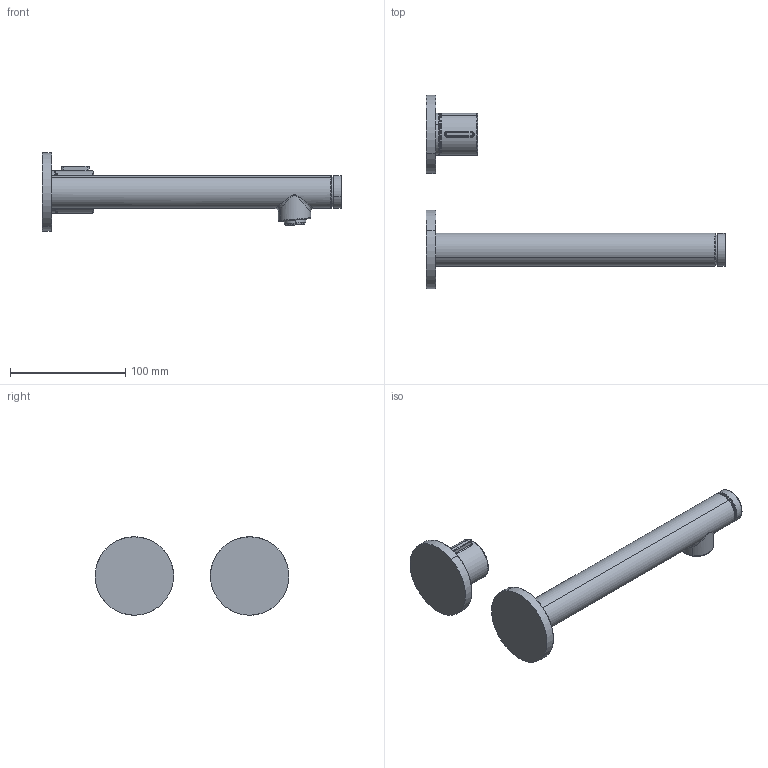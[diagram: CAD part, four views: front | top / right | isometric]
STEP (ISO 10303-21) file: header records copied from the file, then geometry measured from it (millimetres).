
FILE_DESCRIPTION(('CAx-IF Rec.Pracs.---Model Styling and Organization---1.2---2011-12-15','CAx-IF Rec.Pracs.---Geometric and Assembly Validation Properties---4.1---2014-06-16','CAx-IF Rec.Pracs.---PMI Polyline Presentation---2.0---2013-05-24'),'2;1');
FILE_NAME('1000112066_PPR_000.stp','2017-01-31T09:29:04+01:00',(''),(''),'STEP Interface 4.0.1101 by CT CoreTechnologie','3D_Evolution4.0.1101 by CT CoreTechnologie','');
FILE_SCHEMA(('AP203_CONFIGURATION_CONTROLLED_3D_DESIGN_OF_MECHANICAL_PARTS_AND_ASSEMBLIES_MIM_LF'));
Length unit declared in the file: millimetre
Products named in the file (15): P_2 FS 2L_WTA_WM 220 AXOR UNO³ Puro 1000112066_PPR_000_A0; P_2 Rosette 2L_WTA_WM AXOR UNO³ 1000110579_PPA_000_A0; P_2 Auslaufrosette 2L WTA-WM AXOR UNO³ 1000112061_PPA_000_A0; P_2 Auslauf_220mm_2L WTA-WM_AX UNO³ Puro 1000112065_PPA_000_A0; SR_SHO_SC_1,5gpm_air_gr黱_Huelse_M24x1-m 1000086643_PPR_000_A1; SR_SHO_SC_1,5gpm_air_gr黱 1000101269_PPR_000_A1; SR_SHO_SC_1,5gpm_air_gr黱_Dummy 1000101184_PPA_000_A1; SR-Huelse_SHO_M24x1-m 1000101174_PPA_000_A2; Dichtung Slim SR d17,8xD21,95x1,6_EBD 1000105475_PPA_000_A0; P_2 BGR_AVP DN5I mit Selectgriff im Ausl 1000112060_PPR_000_A0; P_2 Griffmantel_AVP_DN5_KHM_Select 1000110950_PPA_000_A0; P_2 Deckel_AVP_DN5_KHM_Metris_Select 1000102387_PPA_000_A0; P_2 Griff MR25L_WTM_Axor UNO³ Puro 1000111592_PPA_000_A0; P_2 Spannmutter 2L-WTA-WM AX Uno³ 1000112063_PPA_000_A0; P_2 Farbring WTM Schwenkau. AX UNO³ Puro 1000111593_PPA_000_A0
Assembly tree (14 placements, depth 4):
  P_2 FS 2L_WTA_WM 220 AXOR UNO³ Puro 1000112066_PPR_000_A0
    P_2 Rosette 2L_WTA_WM AXOR UNO³ 1000110579_PPA_000_A0
    P_2 Auslaufrosette 2L WTA-WM AXOR UNO³ 1000112061_PPA_000_A0
    P_2 Auslauf_220mm_2L WTA-WM_AX UNO³ Puro 1000112065_PPA_000_A0
    SR_SHO_SC_1,5gpm_air_gr黱_Huelse_M24x1-m 1000086643_PPR_000_A1
      SR_SHO_SC_1,5gpm_air_gr黱 1000101269_PPR_000_A1
        SR_SHO_SC_1,5gpm_air_gr黱_Dummy 1000101184_PPA_000_A1
      SR-Huelse_SHO_M24x1-m 1000101174_PPA_000_A2
      Dichtung Slim SR d17,8xD21,95x1,6_EBD 1000105475_PPA_000_A0
    P_2 BGR_AVP DN5I mit Selectgriff im Ausl 1000112060_PPR_000_A0
      P_2 Griffmantel_AVP_DN5_KHM_Select 1000110950_PPA_000_A0
      P_2 Deckel_AVP_DN5_KHM_Metris_Select 1000102387_PPA_000_A0
    P_2 Griff MR25L_WTM_Axor UNO³ Puro 1000111592_PPA_000_A0
    P_2 Spannmutter 2L-WTA-WM AX Uno³ 1000112063_PPA_000_A0
    P_2 Farbring WTM Schwenkau. AX UNO³ Puro 1000111593_PPA_000_A0
Bounding box: 259.35 x 167.98 x 67.98 mm (x, y, z)
Volume: 266278.8 mm3; surface area: 60788.2 mm2
Topology: 11 solids, 19 shells, 1079 faces, 2941 edges, 1888 vertices
Faces by surface type: plane 504, cylinder 333, bspline 242
Entity records: 50780 total; most frequent: CARTESIAN_POINT 11310, ORIENTED_EDGE 5838, DIRECTION 5764, EDGE_CURVE 2919, AXIS2_PLACEMENT_3D 2102, VERTEX_POINT 1888, VECTOR 1560, LINE 1560
